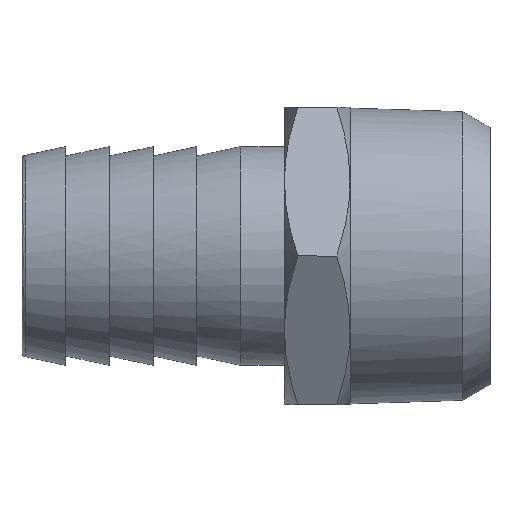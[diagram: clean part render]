
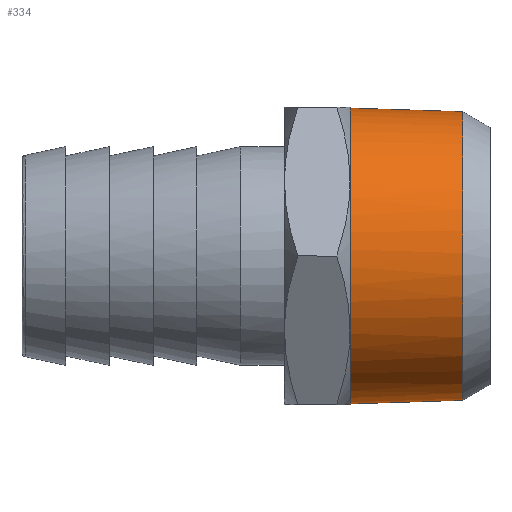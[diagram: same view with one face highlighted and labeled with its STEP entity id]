
A CAD part, left-side view. The second image highlights one B-rep face of the part: STEP entity #334.
In plain terms, the highlighted free-form (B-spline) face has degree [1, 3] with [2, 4] control points.
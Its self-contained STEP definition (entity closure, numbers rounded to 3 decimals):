
#81 = CARTESIAN_POINT ( 'NONE',  ( 0., 16., 16.903 ) ) ;
#107 = B_SPLINE_CURVE_WITH_KNOTS ( 'NONE', 3,
 ( #1739, #829, #122, #1056, #1032, #2207, #1024, #2647, #2431, #2659, #352, #1289, #2183, #2855, #2889, #797, #1957, #320 ),
 .UNSPECIFIED., .F., .F.,
 ( 4, 2, 2, 2, 2, 2, 2, 2, 4 ),
 ( 0., 0.393, 0.785, 1.178, 1.571, 1.963, 2.356, 2.749, 3.142 ),
 .UNSPECIFIED. ) ;
#122 = CARTESIAN_POINT ( 'NONE',  ( -4.423, 16., -16.463 ) ) ;
#126 = CARTESIAN_POINT ( 'NONE',  ( 0., 3.118, -16.5 ) ) ;
#197 = CARTESIAN_POINT ( 'NONE',  ( 0., 3.118, -16.5 ) ) ;
#243 = EDGE_CURVE ( 'NONE', #1097, #2502, #2558, .T. ) ;
#292 = VERTEX_POINT ( 'NONE', #81 ) ;
#320 = CARTESIAN_POINT ( 'NONE',  ( 0., 16., 16.903 ) ) ;
#334 = ADVANCED_FACE ( 'NONE', ( #2569 ), #1660, .F. ) ;
#352 = CARTESIAN_POINT ( 'NONE',  ( -16.463, 16., 4.423 ) ) ;
#394 = EDGE_CURVE ( 'NONE', #2502, #292, #1254, .T. ) ;
#479 = CARTESIAN_POINT ( 'NONE',  ( 0., 3.118, -16.5 ) ) ;
#712 = EDGE_CURVE ( 'NONE', #885, #1097, #1093, .T. ) ;
#797 = CARTESIAN_POINT ( 'NONE',  ( -4.423, 16., 16.463 ) ) ;
#829 = CARTESIAN_POINT ( 'NONE',  ( -2.214, 16., -16.903 ) ) ;
#846 = CARTESIAN_POINT ( 'NONE',  ( -33., 3.118, -16.5 ) ) ;
#885 = VERTEX_POINT ( 'NONE', #1017 ) ;
#948 = CARTESIAN_POINT ( 'NONE',  ( 0., 3.118, 16.5 ) ) ;
#1017 = CARTESIAN_POINT ( 'NONE',  ( 0., 16., -16.903 ) ) ;
#1021 = ORIENTED_EDGE ( 'NONE', *, *, #712, .T. ) ;
#1024 = CARTESIAN_POINT ( 'NONE',  ( -14.769, 16., -8.514 ) ) ;
#1032 = CARTESIAN_POINT ( 'NONE',  ( -10.386, 16., -13.518 ) ) ;
#1056 = CARTESIAN_POINT ( 'NONE',  ( -8.514, 16., -14.769 ) ) ;
#1080 = CARTESIAN_POINT ( 'NONE',  ( 0., 3.118, 16.5 ) ) ;
#1093 = B_SPLINE_CURVE_WITH_KNOTS ( 'NONE', 1,
 ( #1592, #197 ),
 .UNSPECIFIED., .F., .F.,
 ( 2, 2 ),
 ( -1., 0. ),
 .UNSPECIFIED. ) ;
#1097 = VERTEX_POINT ( 'NONE', #1528 ) ;
#1107 = EDGE_CURVE ( 'NONE', #885, #292, #107, .T. ) ;
#1254 = B_SPLINE_CURVE_WITH_KNOTS ( 'NONE', 1,
 ( #1838, #2170 ),
 .UNSPECIFIED., .F., .F.,
 ( 2, 2 ),
 ( -1., 0. ),
 .UNSPECIFIED. ) ;
#1289 = CARTESIAN_POINT ( 'NONE',  ( -14.769, 16., 8.514 ) ) ;
#1437 = CARTESIAN_POINT ( 'NONE',  ( 0., 3.118, 16.5 ) ) ;
#1528 = CARTESIAN_POINT ( 'NONE',  ( 0., 3.118, -16.5 ) ) ;
#1592 = CARTESIAN_POINT ( 'NONE',  ( 0., 16., -16.903 ) ) ;
#1660 =( BOUNDED_SURFACE ( )  B_SPLINE_SURFACE ( 1, 3, ( 
 ( #126, #846, #2451, #1080 ),
 ( #2265, #2049, #2917, #2474 ) ),
 .UNSPECIFIED., .F., .F., .F. ) 
 B_SPLINE_SURFACE_WITH_KNOTS ( ( 2, 2 ),
 ( 4, 4 ),
 ( 0., 1. ),
 ( 0., 1. ),
 .UNSPECIFIED. ) 
 GEOMETRIC_REPRESENTATION_ITEM ( )  RATIONAL_B_SPLINE_SURFACE ( (
 ( 1., 0.333, 0.333, 1.),
 ( 1., 0.333, 0.333, 1.) ) ) 
 REPRESENTATION_ITEM ( '' )  SURFACE ( )  );
#1676 = ORIENTED_EDGE ( 'NONE', *, *, #394, .T. ) ;
#1739 = CARTESIAN_POINT ( 'NONE',  ( 0., 16., -16.903 ) ) ;
#1747 = ORIENTED_EDGE ( 'NONE', *, *, #1107, .F. ) ;
#1838 = CARTESIAN_POINT ( 'NONE',  ( 0., 3.118, 16.5 ) ) ;
#1877 = CARTESIAN_POINT ( 'NONE',  ( -33., 3.118, -16.5 ) ) ;
#1957 = CARTESIAN_POINT ( 'NONE',  ( -2.214, 16., 16.903 ) ) ;
#2049 = CARTESIAN_POINT ( 'NONE',  ( -33.805, 16., -16.903 ) ) ;
#2170 = CARTESIAN_POINT ( 'NONE',  ( 0., 16., 16.903 ) ) ;
#2183 = CARTESIAN_POINT ( 'NONE',  ( -13.518, 16., 10.386 ) ) ;
#2207 = CARTESIAN_POINT ( 'NONE',  ( -13.518, 16., -10.386 ) ) ;
#2265 = CARTESIAN_POINT ( 'NONE',  ( 0., 16., -16.903 ) ) ;
#2277 = EDGE_LOOP ( 'NONE', ( #2518, #1676, #1747, #1021 ) ) ;
#2431 = CARTESIAN_POINT ( 'NONE',  ( -16.903, 16., -2.214 ) ) ;
#2451 = CARTESIAN_POINT ( 'NONE',  ( -33., 3.118, 16.5 ) ) ;
#2474 = CARTESIAN_POINT ( 'NONE',  ( 0., 16., 16.903 ) ) ;
#2502 = VERTEX_POINT ( 'NONE', #1437 ) ;
#2518 = ORIENTED_EDGE ( 'NONE', *, *, #243, .T. ) ;
#2558 =( BOUNDED_CURVE ( )  B_SPLINE_CURVE ( 3, ( #479, #1877, #3011, #948 ),
 .UNSPECIFIED., .F., .F. ) 
 B_SPLINE_CURVE_WITH_KNOTS ( ( 4, 4 ),
 ( -3.142, 0. ),
 .UNSPECIFIED. ) 
 CURVE ( )  GEOMETRIC_REPRESENTATION_ITEM ( )  RATIONAL_B_SPLINE_CURVE ( ( 1., 0.333, 0.333, 1. ) ) 
 REPRESENTATION_ITEM ( '' )  );
#2569 = FACE_OUTER_BOUND ( 'NONE', #2277, .T. ) ;
#2647 = CARTESIAN_POINT ( 'NONE',  ( -16.463, 16., -4.423 ) ) ;
#2659 = CARTESIAN_POINT ( 'NONE',  ( -16.903, 16., 2.214 ) ) ;
#2855 = CARTESIAN_POINT ( 'NONE',  ( -10.386, 16., 13.518 ) ) ;
#2889 = CARTESIAN_POINT ( 'NONE',  ( -8.514, 16., 14.769 ) ) ;
#2917 = CARTESIAN_POINT ( 'NONE',  ( -33.805, 16., 16.903 ) ) ;
#3011 = CARTESIAN_POINT ( 'NONE',  ( -33., 3.118, 16.5 ) ) ;
